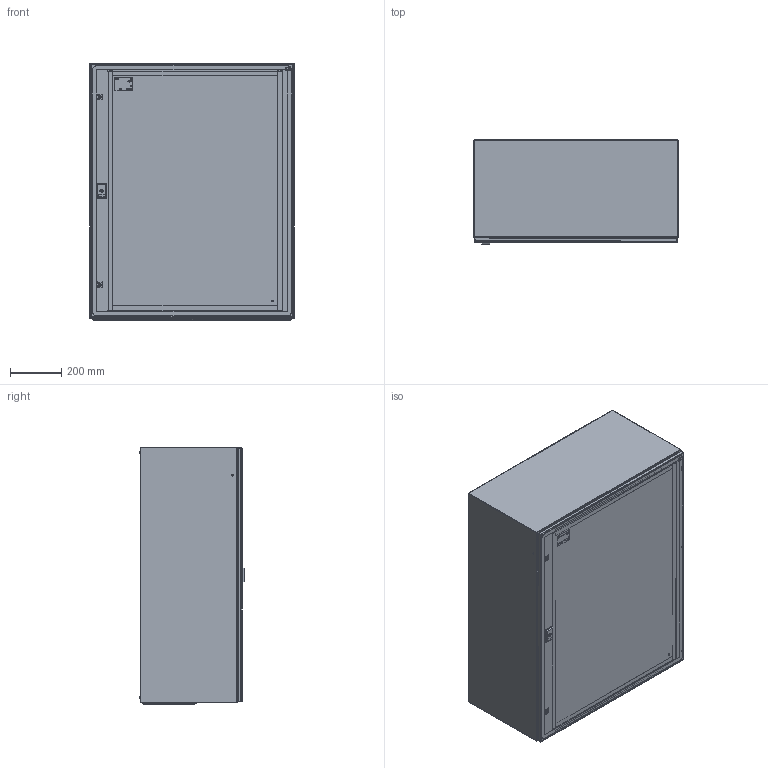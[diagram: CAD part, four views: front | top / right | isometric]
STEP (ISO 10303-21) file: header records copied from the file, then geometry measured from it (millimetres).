
FILE_DESCRIPTION((''),'2;1');
FILE_NAME('GT_100_80_40_ASM','2021-11-04T',('marketing.praksa'),('Audax d.o.o.'),'CREO PARAMETRIC BY PTC INC, 2017480','CREO PARAMETRIC BY PTC INC, 2017480','');
FILE_SCHEMA(('AUTOMOTIVE_DESIGN { 1 0 10303 214 1 1 1 1 }'));
Products named in the file (69): KOR_GT_100-80-40_1; PRZEPUST_1_2_3_4_5_6_7_8_9_1_23; ZAWIAS_1_2_3_4_5_6_7_8_9_1_1_2; TULEJA_1_2_3_4_5_6_7_8_9_1_1_2; PLYTA_1_2_3_4_5_6_7_8_9_1_1_2; NAKRETKA_M8_1_2_3_4_5_6_7_8_9_3; ZASLEPKA_10_7_1_2_3_4_5_6_7_8_4; PRT0055_1_1_2_1; PRT0055_1_1_2_2; PRT0055_1_1_2_3; PRT0055_1_1_2_4; PRT0055_1_1_2_5; PRT0055_1_1_2_6; PRT0055_1_1_2_7; PRT0055_1_1_2_8; PRT0055_1_1_2_9; PRT0055_1_1_2_10; PRT0055_1_1_2_11; PRT0055_1_1_2_12; PRT0055_1_1_2_13; PRT0055_1_1_2_14; PRT0055_1_1_2_15; PRT0055_1_1_2_16; DOOR_100_80_40_1; ETI_LOGO_1_1_1_1_1_2_3_4_5_6_17; ETI_LOGO_2_1_1_1_1_2_3_4_5_6_17; ETI_LOGO_3_1_1_1_1_2_3_4_5_6_17; DRZWI_1_2_3_4_5_6__119_1; ZAWIAS_3_ST47_002_ELEMENT-547_5; ZAWIAS_3_ST47_002_ELEMENT-547_6; DRZWI_1_2_3_4_5_6_120_1; DRZWI_1_2_3_4_5_6_121_1; DRZWI_1_2_3_4_5_6_122_1; DRZWI_1_2_3_4_5_6_123_1; ZAWIAS_3_ST47_002_ELEMENT-547_7; DRZWI_1_2_3_4_5_6_124_1; DRZWI_1_2_3_4_5_6_125_1; DRZWI_1_2_3_4_5_6_126_1; DRZWI_1_2_3_4_5_6_128_1; DRZWI_1_2_3_4_5_6_129_1 ...
Assembly tree (79 placements, depth 2):
  GT_100_80_40_ASM
    KOR_GT_100-80-40_1
    PRZEPUST_1_2_3_4_5_6_7_8_9_1_23
    ZAWIAS_1_2_3_4_5_6_7_8_9_1_1_2  x3
    TULEJA_1_2_3_4_5_6_7_8_9_1_1_2  x4
    PLYTA_1_2_3_4_5_6_7_8_9_1_1_2
    NAKRETKA_M8_1_2_3_4_5_6_7_8_9_3  x4
    ZASLEPKA_10_7_1_2_3_4_5_6_7_8_4  x4
    PRT0055_1_1_2_1
    PRT0055_1_1_2_2
    PRT0055_1_1_2_3
    PRT0055_1_1_2_4
    PRT0055_1_1_2_5
    PRT0055_1_1_2_6
    PRT0055_1_1_2_7
    PRT0055_1_1_2_8
    PRT0055_1_1_2_9
    PRT0055_1_1_2_10
    PRT0055_1_1_2_11
    PRT0055_1_1_2_12
    PRT0055_1_1_2_13
    PRT0055_1_1_2_14
    PRT0055_1_1_2_15
    PRT0055_1_1_2_16
    DOOR_100_80_40_1
    ETI_LOGO_1_1_1_1_1_2_3_4_5_6_17
    ETI_LOGO_2_1_1_1_1_2_3_4_5_6_17
    ETI_LOGO_3_1_1_1_1_2_3_4_5_6_17
    DRZWI_1_2_3_4_5_6__119_1
    ZAWIAS_3_ST47_002_ELEMENT-547_5
    ZAWIAS_3_ST47_002_ELEMENT-547_6
    DRZWI_1_2_3_4_5_6_120_1
    DRZWI_1_2_3_4_5_6_121_1
    DRZWI_1_2_3_4_5_6_122_1
    DRZWI_1_2_3_4_5_6_123_1
    ZAWIAS_3_ST47_002_ELEMENT-547_7
    DRZWI_1_2_3_4_5_6_124_1
    DRZWI_1_2_3_4_5_6_125_1
    DRZWI_1_2_3_4_5_6_126_1
    DRZWI_1_2_3_4_5_6_128_1
    DRZWI_1_2_3_4_5_6_129_1
    ANSI_B27_7M_3CMI-4-54733_1_2_3_
    ANSI_B27_7M_3CMI-4-54734_1_1
    ANSI_B27_7M_3CMI-4-54735_1_1
    DRZWI_1_2_3_4_5__130_1
    DRZWI_1_2_3_4_5__131_1
    DRZWI_1_2_3_4_5__132_1
    DRZWI_1_2_3_4_5__133_1
    DRZWI_1_2_3_4_5__134_1
    DRZWI_1_2_3_4_5__135_1
    DRZWI_1_2_3_4_5__136_1
    DRZWI_1_2_3_4_5__137_1
    DRZWI_1_2_3_4_5__138_1
    DRZWI_1_2_3_4_5__139_1
    DRZWI_1_2_3_4_5_140_1
    DRZWI_1_2_3_4_5_141_1
    DRZWI_1_2_3_4_5_142_1
    DRZWI_1_2_3_4_5_143_1
    DRZWI_1_2_3_4_5_144_1
    DRZWI_1_2_3_4_5_145_1
Bounding box: 800 x 409.71 x 1008.44 mm (x, y, z)
Volume: 6373556.6 mm3; surface area: 8396887.9 mm2
Topology: 79 solids, 79 shells, 3694 faces, 10293 edges, 6915 vertices
Faces by surface type: plane 1656, cylinder 1468, torus 174, cone 142, extrusion 136, sphere 68, bspline 50
Entity records: 147719 total; most frequent: CARTESIAN_POINT 24543, DIRECTION 17912, ORIENTED_EDGE 16850, PRESENTATION_STYLE_ASSIGNMENT 10071, STYLED_ITEM 9062, CURVE_STYLE 8425, EDGE_CURVE 8425, AXIS2_PLACEMENT_3D 6755
